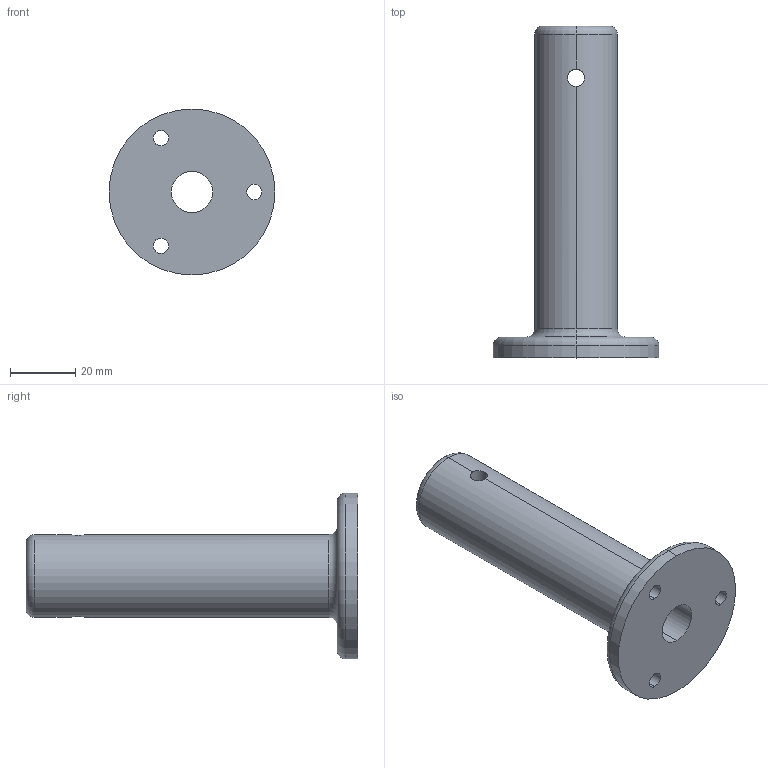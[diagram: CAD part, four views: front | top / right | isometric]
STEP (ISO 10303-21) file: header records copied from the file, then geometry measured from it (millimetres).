
FILE_DESCRIPTION (( 'STEP AP214' ), '1' );
FILE_NAME ('Cage holder beam.STEP', '2024-06-27T21:03:53', ( '' ), ( '' ), 'SwSTEP 2.0', 'SolidWorks 2023', '' );
FILE_SCHEMA (( 'AUTOMOTIVE_DESIGN' ));
Length unit declared in the file: inch
Products named in the file (1): Cage holder beam
Bounding box: 50.8 x 101.6 x 50.8 mm (x, y, z)
Volume: 47448.8 mm3; surface area: 16420.8 mm2
Topology: 1 solids, 1 shells, 25 faces, 72 edges, 46 vertices
Faces by surface type: cylinder 16, torus 6, plane 3
Entity records: 1101 total; most frequent: CARTESIAN_POINT 392, ORIENTED_EDGE 144, DIRECTION 144, EDGE_CURVE 72, AXIS2_PLACEMENT_3D 62, VERTEX_POINT 46, CIRCLE 36, EDGE_LOOP 34
